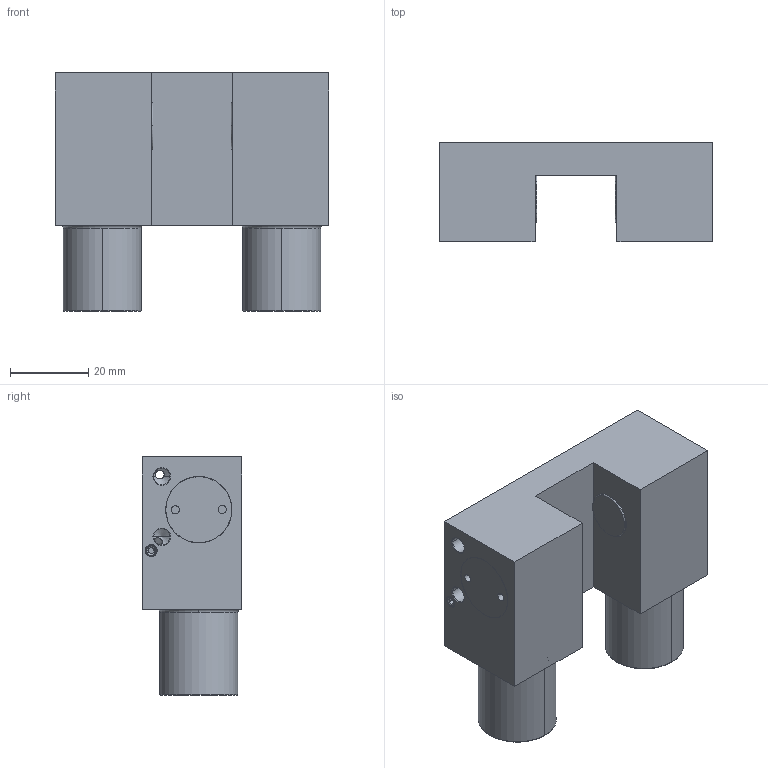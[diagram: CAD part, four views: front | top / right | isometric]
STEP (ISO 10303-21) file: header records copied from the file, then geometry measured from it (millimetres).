
FILE_DESCRIPTION((''),'2;1');
FILE_NAME('FRC20T02_SEM-DEM_SW0001','2011-06-09T',('Anacleto'),(''),'PRO/ENGINEER BY PARAMETRIC TECHNOLOGY CORPORATION, 2010020','PRO/ENGINEER BY PARAMETRIC TECHNOLOGY CORPORATION, 2010020','');
FILE_SCHEMA(('CONFIG_CONTROL_DESIGN'));
Length unit declared in the file: millimetre
Products named in the file (1): FRC20T02_SEM-DEM_SW0001
Bounding box: 70 x 25.5 x 61 mm (x, y, z)
Volume: 39928.3 mm3; surface area: 24930.4 mm2
Topology: 1 solids, 1 shells, 376 faces, 926 edges, 560 vertices
Faces by surface type: cylinder 154, plane 90, cone 76, torus 24, bspline 24, sphere 8
Entity records: 13031 total; most frequent: CARTESIAN_POINT 4097, DIRECTION 1984, ORIENTED_EDGE 1812, EDGE_CURVE 906, AXIS2_PLACEMENT_3D 816, VERTEX_POINT 560, CIRCLE 464, EDGE_LOOP 412
